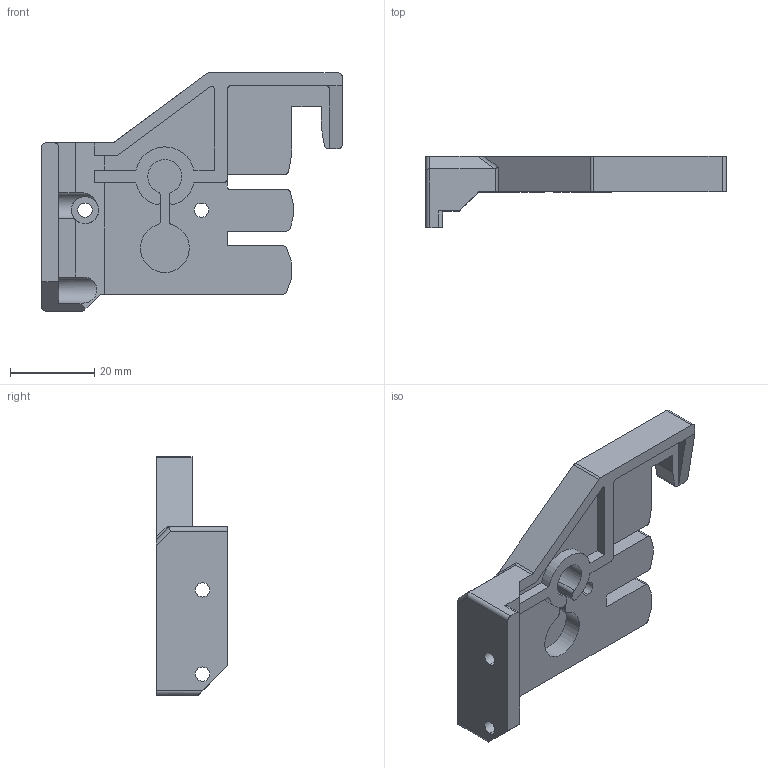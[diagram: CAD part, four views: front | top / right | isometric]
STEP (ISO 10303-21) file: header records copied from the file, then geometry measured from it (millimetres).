
FILE_DESCRIPTION (( 'STEP AP203' ), '1' );
FILE_NAME ('Z_Axis_Top_LEFT.STEP', '2022-06-12T13:36:27', ( '' ), ( '' ), 'SwSTEP 2.0', 'SolidWorks 2020', '' );
FILE_SCHEMA (( 'CONFIG_CONTROL_DESIGN' ));
Length unit declared in the file: millimetre
Products named in the file (1): Z_Axis_Top_LEFT
Bounding box: 71.5 x 17 x 56.64 mm (x, y, z)
Volume: 19729.5 mm3; surface area: 9467.7 mm2
Topology: 1 solids, 1 shells, 118 faces, 345 edges, 229 vertices
Faces by surface type: cylinder 60, plane 58
Entity records: 4064 total; most frequent: CARTESIAN_POINT 779, ORIENTED_EDGE 690, DIRECTION 673, EDGE_CURVE 345, VERTEX_POINT 229, AXIS2_PLACEMENT_3D 225, LINE 223, VECTOR 223
